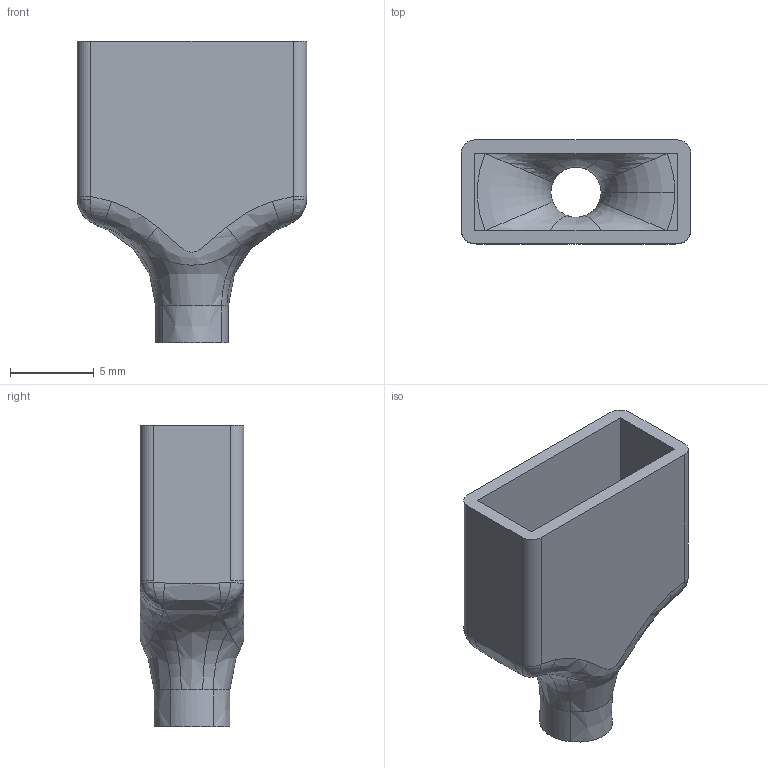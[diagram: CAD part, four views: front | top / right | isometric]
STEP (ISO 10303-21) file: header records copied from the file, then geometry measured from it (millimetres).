
FILE_DESCRIPTION(('HOOPS Exchange Step'),'2;1');
FILE_NAME('temp_export','2025-08-10T11:44:47-04:00',('jscotto'),('Shapr3D Limited'),'HOOPS Exchange 2025.5','Shapr3D','Authorized');
FILE_SCHEMA( ('AP242_MANAGED_MODEL_BASED_3D_ENGINEERING_MIM_LF {1 0 10303 442 1 1 4}') );
Length unit declared in the file: millimetre
Products named in the file (1): Housing (USB-A)
Bounding box: 13.7 x 6.2 x 18 mm (x, y, z)
Volume: 446.7 mm3; surface area: 1059.4 mm2
Topology: 1 solids, 1 shells, 66 faces, 165 edges, 97 vertices
Faces by surface type: bspline 40, plane 12, cylinder 7, torus 7
Full cylindrical faces by diameter (mm): 3 x1
Entity records: 9240 total; most frequent: CARTESIAN_POINT 7876, ORIENTED_EDGE 322, DIRECTION 203, EDGE_CURVE 161, VERTEX_POINT 97, AXIS2_PLACEMENT_3D 83, B_SPLINE_CURVE_WITH_KNOTS 69, EDGE_LOOP 68
